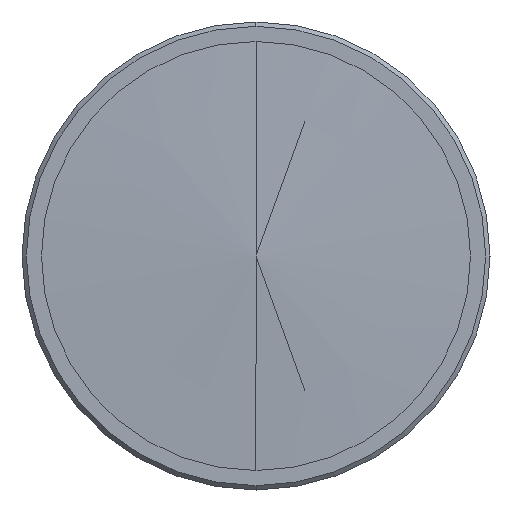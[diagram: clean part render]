
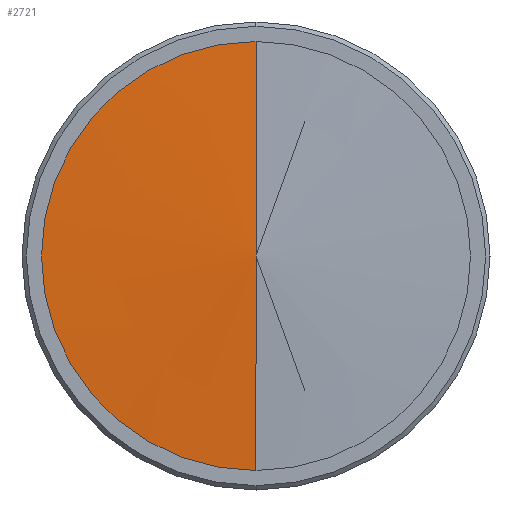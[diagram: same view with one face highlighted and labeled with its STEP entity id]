
A CAD part, left-side view. The second image highlights one B-rep face of the part: STEP entity #2721.
In plain terms, the highlighted conical face has half-angle 87.39 degrees and reference radius 21934.4 mm.
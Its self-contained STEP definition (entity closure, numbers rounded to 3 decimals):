
#18 = EDGE_CURVE ( 'NONE', #1269, #1324, #4036, .T. ) ;
#37 = EDGE_CURVE ( 'NONE', #1316, #1324, #3976, .T. ) ;
#233 = CARTESIAN_POINT ( 'NONE',  ( 1000., 0., 0. ) ) ;
#259 = DIRECTION ( 'NONE',  ( 1., 0., 0. ) ) ;
#278 = DIRECTION ( 'NONE',  ( 0., 0., -1. ) ) ;
#617 = AXIS2_PLACEMENT_3D ( 'NONE', #233, #259, #278 ) ;
#688 = ORIENTED_EDGE ( 'NONE', *, *, #18, .T. ) ;
#1105 = ORIENTED_EDGE ( 'NONE', *, *, #2477, .F. ) ;
#1157 = ORIENTED_EDGE ( 'NONE', *, *, #37, .F. ) ;
#1269 = VERTEX_POINT ( 'NONE', #2050 ) ;
#1316 = VERTEX_POINT ( 'NONE', #2392 ) ;
#1324 = VERTEX_POINT ( 'NONE', #2461 ) ;
#1545 = EDGE_LOOP ( 'NONE', ( #1105, #688, #1157 ) ) ;
#1859 = CARTESIAN_POINT ( 'NONE',  ( 0., 0., 0. ) ) ;
#1889 = DIRECTION ( 'NONE',  ( 0.046, 0., 0.999 ) ) ;
#1916 = DIRECTION ( 'NONE',  ( 0., 0., -1. ) ) ;
#1931 = CARTESIAN_POINT ( 'NONE',  ( 1.128, 0., 0. ) ) ;
#1949 = DIRECTION ( 'NONE',  ( 1., 0., 0. ) ) ;
#2050 = CARTESIAN_POINT ( 'NONE',  ( 0., 0., 0. ) ) ;
#2159 = CARTESIAN_POINT ( 'NONE',  ( 0., 0., 0. ) ) ;
#2161 = DIRECTION ( 'NONE',  ( 0.046, 0., -0.999 ) ) ;
#2392 = CARTESIAN_POINT ( 'NONE',  ( 1.128, 0., -24.75 ) ) ;
#2461 = CARTESIAN_POINT ( 'NONE',  ( 1.128, 0., 24.75 ) ) ;
#2477 = EDGE_CURVE ( 'NONE', #1269, #1316, #4205, .T. ) ;
#2721 = ADVANCED_FACE ( 'NONE', ( #3687 ), #3690, .T. ) ;
#3370 = AXIS2_PLACEMENT_3D ( 'NONE', #1931, #1949, #1916 ) ;
#3687 = FACE_OUTER_BOUND ( 'NONE', #1545, .T. ) ;
#3690 = CONICAL_SURFACE ( 'NONE', #617, 21934.351, 1.525 ) ;
#3976 = CIRCLE ( 'NONE', #3370, 24.75 ) ;
#4032 = VECTOR ( 'NONE', #1889, 1000. ) ;
#4036 = LINE ( 'NONE', #1859, #4032 ) ;
#4184 = VECTOR ( 'NONE', #2161, 1000. ) ;
#4205 = LINE ( 'NONE', #2159, #4184 ) ;
